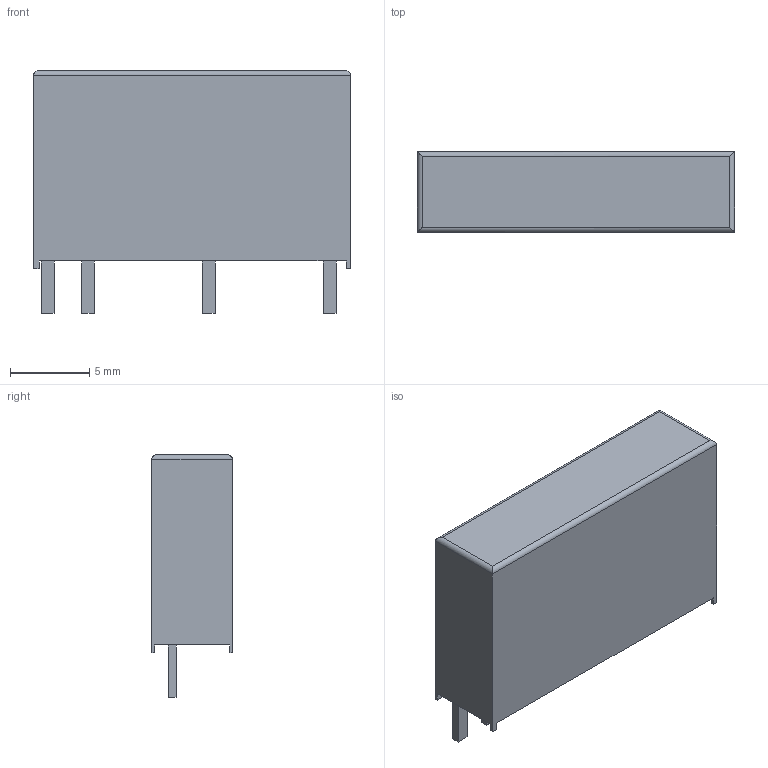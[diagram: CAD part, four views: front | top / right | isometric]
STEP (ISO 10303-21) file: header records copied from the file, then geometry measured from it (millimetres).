
FILE_DESCRIPTION (( 'STEP AP214' ), '1' );
FILE_NAME ('RELAY-TH_G6DN-1A-SL-DCXX.step', '2022-07-09T13:16:58', ( '' ), ( '' ), 'SwSTEP 2.0', 'SolidWorks 2020', '' );
FILE_SCHEMA (( 'AUTOMOTIVE_DESIGN' ));
Length unit declared in the file: millimetre
Products named in the file (1): RELAY-TH_G6DN-1A-SL-DCXX
Bounding box: 20 x 5.09 x 15.3 mm (x, y, z)
Volume: 1223.4 mm3; surface area: 842 mm2
Topology: 1 solids, 1 shells, 325 faces, 875 edges, 582 vertices
Faces by surface type: plane 209, bspline 112, cylinder 4
Entity records: 13899 total; most frequent: CARTESIAN_POINT 3899, ORIENTED_EDGE 1750, DIRECTION 1071, EDGE_CURVE 875, VECTOR 643, LINE 643, VERTEX_POINT 582, EDGE_LOOP 355
